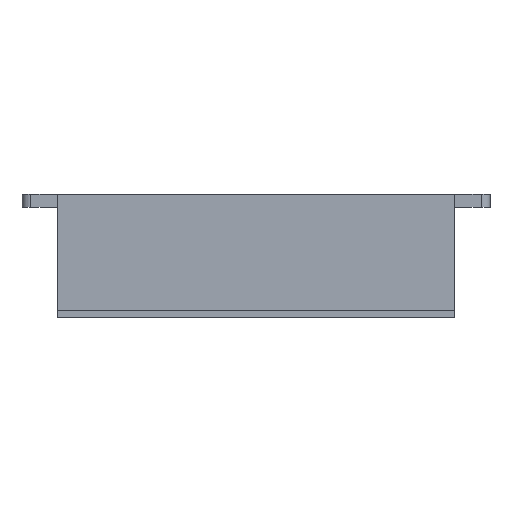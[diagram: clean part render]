
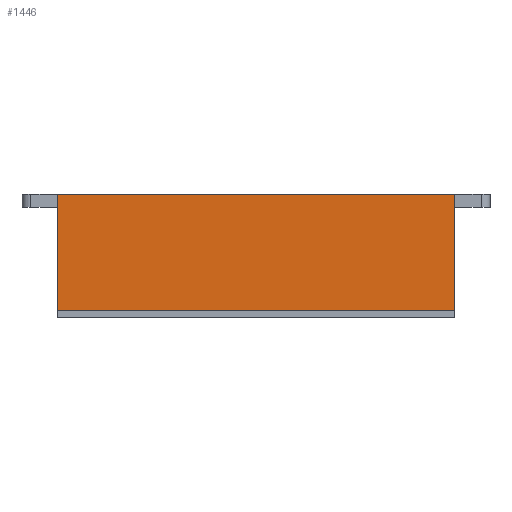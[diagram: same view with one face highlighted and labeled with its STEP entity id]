
A CAD part, left-side view. The second image highlights one B-rep face of the part: STEP entity #1446.
In plain terms, the highlighted planar face has unit normal (-1, 0, 0).
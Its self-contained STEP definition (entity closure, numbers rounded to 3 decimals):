
#82=LINE('',#2141,#254);
#135=LINE('',#2248,#307);
#174=LINE('',#2357,#346);
#175=LINE('',#2359,#347);
#254=VECTOR('',#1718,10.);
#307=VECTOR('',#1813,10.);
#346=VECTOR('',#1922,10.);
#347=VECTOR('',#1925,10.);
#448=FACE_OUTER_BOUND('',#530,.T.);
#530=EDGE_LOOP('',(#1235,#1236,#1237,#1238));
#649=VERTEX_POINT('',#2138);
#650=VERTEX_POINT('',#2140);
#682=VERTEX_POINT('',#2245);
#683=VERTEX_POINT('',#2247);
#798=EDGE_CURVE('',#650,#649,#82,.T.);
#851=EDGE_CURVE('',#683,#682,#135,.T.);
#906=EDGE_CURVE('',#683,#649,#174,.T.);
#907=EDGE_CURVE('',#650,#682,#175,.T.);
#1235=ORIENTED_EDGE('',*,*,#906,.F.);
#1236=ORIENTED_EDGE('',*,*,#851,.T.);
#1237=ORIENTED_EDGE('',*,*,#907,.F.);
#1238=ORIENTED_EDGE('',*,*,#798,.T.);
#1372=PLANE('',#1567);
#1446=ADVANCED_FACE('',(#448),#1372,.T.);
#1567=AXIS2_PLACEMENT_3D('',#2358,#1923,#1924);
#1718=DIRECTION('',(0.,0.,-1.));
#1813=DIRECTION('',(0.,0.,1.));
#1922=DIRECTION('',(0.,1.,0.));
#1923=DIRECTION('center_axis',(-1.,0.,0.));
#1924=DIRECTION('ref_axis',(0.,0.,1.));
#1925=DIRECTION('',(0.,-1.,0.));
#2138=CARTESIAN_POINT('',(-28.,10.,2.708));
#2140=CARTESIAN_POINT('',(-28.,10.,29.));
#2141=CARTESIAN_POINT('',(-28.,10.,5.75));
#2245=CARTESIAN_POINT('',(-28.,-80.,29.));
#2247=CARTESIAN_POINT('',(-28.,-80.,2.708));
#2248=CARTESIAN_POINT('',(-28.,-80.,5.75));
#2357=CARTESIAN_POINT('',(-28.,-46.25,2.708));
#2358=CARTESIAN_POINT('Origin',(-28.,-100.,-2.));
#2359=CARTESIAN_POINT('',(-28.,-100.,29.));
